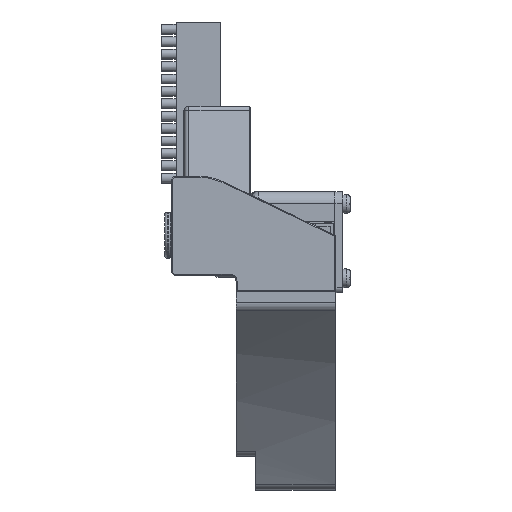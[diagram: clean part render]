
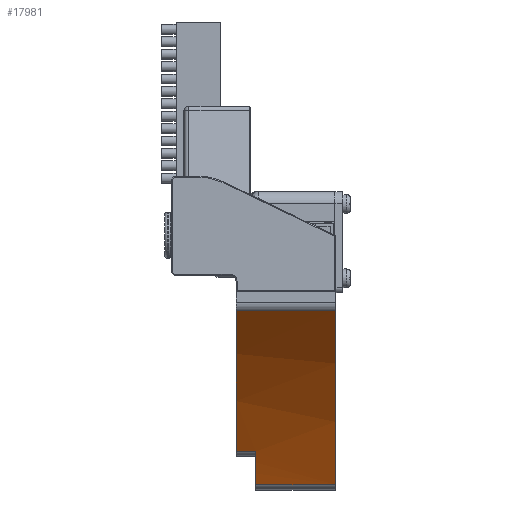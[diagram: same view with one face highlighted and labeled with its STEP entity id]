
A CAD part, left-side view. The second image highlights one B-rep face of the part: STEP entity #17981.
In plain terms, the highlighted cylindrical face has radius 149.339 mm (diameter 298.679 mm), a partial arc.
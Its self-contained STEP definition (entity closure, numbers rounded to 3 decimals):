
#702=CYLINDRICAL_SURFACE('',#19542,149.339);
#1145=CIRCLE('',#19492,149.339);
#1149=CIRCLE('',#19499,149.339);
#1176=CIRCLE('',#19543,149.339);
#2069=FACE_OUTER_BOUND('',#3216,.T.);
#3216=EDGE_LOOP('',(#13377,#13378,#13379,#13380,#13381,#13382));
#4653=LINE('',#27920,#6363);
#4654=LINE('',#27921,#6364);
#4655=LINE('',#27923,#6365);
#6363=VECTOR('',#22593,10.);
#6364=VECTOR('',#22594,10.);
#6365=VECTOR('',#22595,10.);
#7979=VERTEX_POINT('',#27788);
#7980=VERTEX_POINT('',#27790);
#7993=VERTEX_POINT('',#27821);
#7994=VERTEX_POINT('',#27823);
#8028=VERTEX_POINT('',#27919);
#8029=VERTEX_POINT('',#27922);
#9920=EDGE_CURVE('',#7979,#7980,#1145,.T.);
#9936=EDGE_CURVE('',#7993,#7994,#1149,.T.);
#9981=EDGE_CURVE('',#7994,#8028,#4653,.T.);
#9982=EDGE_CURVE('',#7980,#7993,#4654,.T.);
#9983=EDGE_CURVE('',#8029,#7979,#4655,.T.);
#9984=EDGE_CURVE('',#8028,#8029,#1176,.T.);
#13377=ORIENTED_EDGE('',*,*,#9981,.F.);
#13378=ORIENTED_EDGE('',*,*,#9936,.F.);
#13379=ORIENTED_EDGE('',*,*,#9982,.F.);
#13380=ORIENTED_EDGE('',*,*,#9920,.F.);
#13381=ORIENTED_EDGE('',*,*,#9983,.F.);
#13382=ORIENTED_EDGE('',*,*,#9984,.F.);
#17981=ADVANCED_FACE('',(#2069),#702,.F.);
#19492=AXIS2_PLACEMENT_3D('',#27791,#22461,#22462);
#19499=AXIS2_PLACEMENT_3D('',#27824,#22487,#22488);
#19542=AXIS2_PLACEMENT_3D('',#27918,#22591,#22592);
#19543=AXIS2_PLACEMENT_3D('',#27924,#22596,#22597);
#22461=DIRECTION('center_axis',(0.,-1.,0.));
#22462=DIRECTION('ref_axis',(0.712,0.,0.702));
#22487=DIRECTION('center_axis',(0.,1.,0.));
#22488=DIRECTION('ref_axis',(0.712,0.,0.702));
#22591=DIRECTION('center_axis',(0.,-1.,0.));
#22592=DIRECTION('ref_axis',(0.712,0.,0.702));
#22593=DIRECTION('',(0.,1.,0.));
#22594=DIRECTION('',(0.,-1.,0.));
#22595=DIRECTION('',(0.,1.,0.));
#22596=DIRECTION('center_axis',(0.,-1.,0.));
#22597=DIRECTION('ref_axis',(0.712,0.,0.702));
#27788=CARTESIAN_POINT('',(-479.28,-105.547,490.649));
#27790=CARTESIAN_POINT('',(-503.945,-105.547,519.123));
#27791=CARTESIAN_POINT('Origin',(-603.588,-105.547,407.886));
#27821=CARTESIAN_POINT('',(-503.945,-125.547,519.123));
#27823=CARTESIAN_POINT('',(-475.08,-125.547,483.965));
#27824=CARTESIAN_POINT('Origin',(-603.588,-125.547,407.886));
#27918=CARTESIAN_POINT('Origin',(-603.588,-109.547,407.886));
#27919=CARTESIAN_POINT('',(-475.08,-109.547,483.965));
#27920=CARTESIAN_POINT('',(-475.08,-109.547,483.965));
#27921=CARTESIAN_POINT('',(-503.945,-109.547,519.123));
#27922=CARTESIAN_POINT('',(-479.28,-109.547,490.649));
#27923=CARTESIAN_POINT('',(-479.28,-109.547,490.649));
#27924=CARTESIAN_POINT('Origin',(-603.588,-109.547,407.886));
